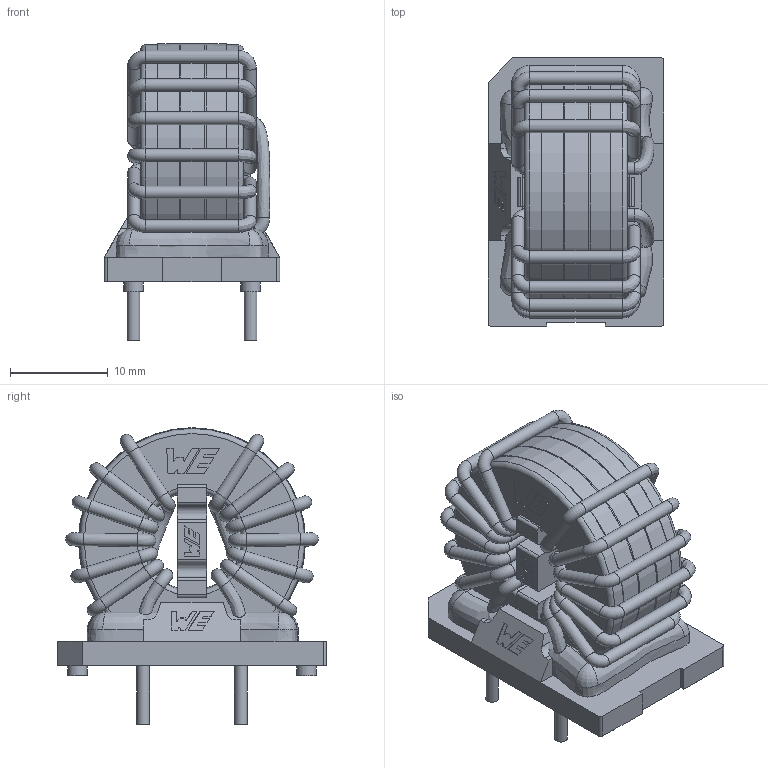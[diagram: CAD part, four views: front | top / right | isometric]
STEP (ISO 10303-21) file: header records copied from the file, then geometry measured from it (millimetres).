
FILE_DESCRIPTION(('STEP AP214'),'1');
FILE_NAME('L_Wurth_WE-CMBNC-TypeL_7448041502.step','2025-04-03T09:33:03',(' '),('ANSOFT Corporation'),'Spatial InterOp 3D',' ',' ');
FILE_SCHEMA(('AUTOMOTIVE_DESIGN { 1 0 10303 214 1 1 1 1 }'));
Length unit declared in the file: millimetre
Products named in the file (1): Glue
Bounding box: 18 x 27.5 x 30.39 mm (x, y, z)
Volume: 6428.4 mm3; surface area: 11209.3 mm2
Topology: 17 solids, 17 shells, 589 faces, 1466 edges, 933 vertices
Faces by surface type: plane 346, cylinder 124, torus 55, bspline 44, cone 18, sphere 1, extrusion 1
Full cylindrical faces by diameter (mm): 1.3 x58, 1.302 x4, 1.5 x4, 1.8 x4, 2 x4, 2.5 x4, 10.1 x1, 11.9 x2, 12.5 x1, 20 x1, 20.6 x2, 23.2 x2, 23.28 x1
Entity records: 35308 total; most frequent: CARTESIAN_POINT 12732, DIRECTION 2592, ORIENTED_EDGE 2482, STYLED_ITEM 1545, PRESENTATION_STYLE_ASSIGNMENT 1545, COLOUR_RGB 1545, EDGE_CURVE 1241, CURVE_STYLE 939
